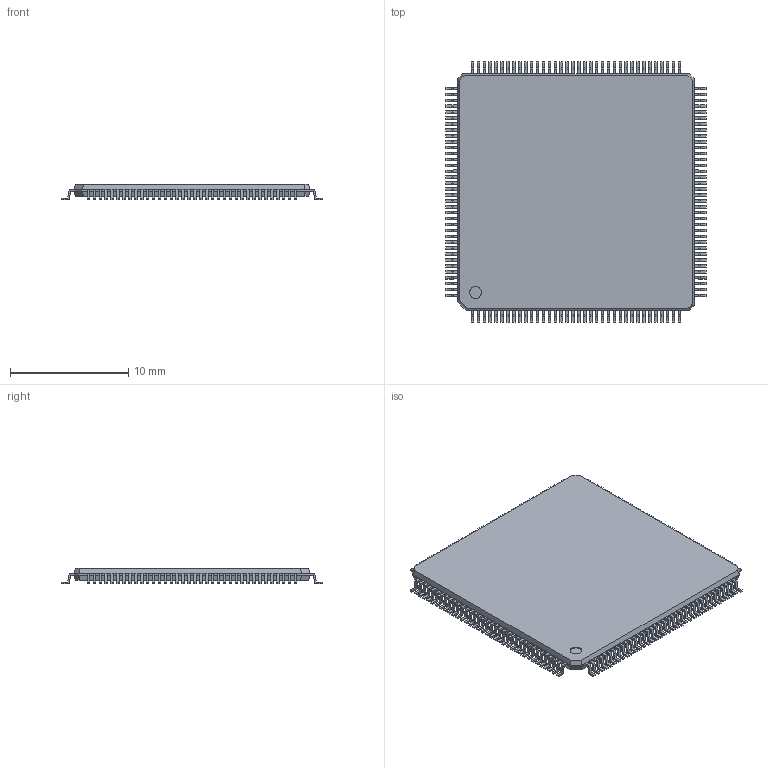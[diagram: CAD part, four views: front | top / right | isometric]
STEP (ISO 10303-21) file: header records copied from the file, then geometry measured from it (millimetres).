
FILE_DESCRIPTION(('FreeCAD Model'),'2;1');
FILE_NAME('Open CASCADE Shape Model','2025-01-19T22:12:47',(''),(''), 'Open CASCADE STEP processor 7.8','FreeCAD','Unknown');
FILE_SCHEMA(('AUTOMOTIVE_DESIGN { 1 0 10303 214 1 1 1 1 }'));
Length unit declared in the file: millimetre
Products named in the file (6): tqfp144; difference; Group; Group001; Group002; Group003
Assembly tree (5 placements, depth 2):
  tqfp144
    difference
    Group
    Group001
    Group002
    Group003
Bounding box: 22 x 22 x 1.3 mm (x, y, z)
Volume: 400.7 mm3; surface area: 1035.6 mm2
Topology: 145 solids, 145 shells, 1470 faces, 3532 edges, 2355 vertices
Faces by surface type: plane 1467, bspline 2, cylinder 1
Full cylindrical faces by diameter (mm): 1 x1
Entity records: 42918 total; most frequent: CARTESIAN_POINT 7438, ORIENTED_EDGE 7064, DIRECTION 6447, EDGE_CURVE 3532, LINE 3497, VECTOR 3497, VERTEX_POINT 2355, AXIS2_PLACEMENT_3D 1475
